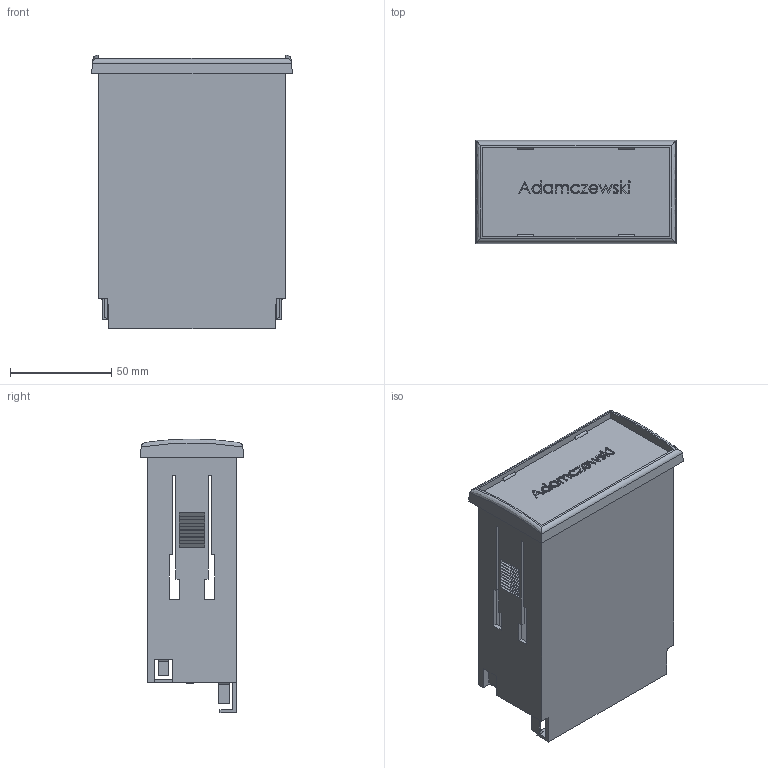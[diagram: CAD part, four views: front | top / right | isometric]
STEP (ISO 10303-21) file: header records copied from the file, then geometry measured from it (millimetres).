
FILE_DESCRIPTION (( 'STEP AP203' ), '1' );
FILE_NAME ('48x96.STEP', '2018-08-15T13:29:16', ( '' ), ( '' ), 'SwSTEP 2.0', 'SolidWorks 2013', '' );
FILE_SCHEMA (( 'CONFIG_CONTROL_DESIGN' ));
Length unit declared in the file: millimetre
Products named in the file (3): Gehaeuse-48x96; 48x96; Front-48x96
Assembly tree (2 placements, depth 2):
  48x96
    Gehaeuse-48x96
    Front-48x96
Bounding box: 99 x 51 x 135 mm (x, y, z)
Volume: 83879.2 mm3; surface area: 83935.7 mm2
Topology: 2 solids, 2 shells, 524 faces, 1393 edges, 920 vertices
Faces by surface type: plane 422, bspline 66, cylinder 36
Entity records: 19455 total; most frequent: CARTESIAN_POINT 6495, ORIENTED_EDGE 2786, DIRECTION 2245, EDGE_CURVE 1393, LINE 1183, VECTOR 1183, VERTEX_POINT 920, EDGE_LOOP 587
